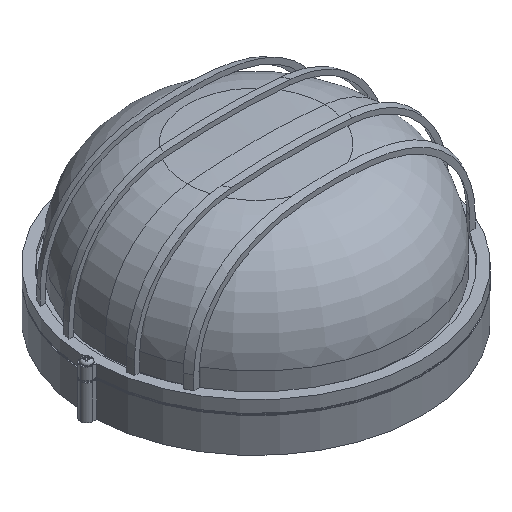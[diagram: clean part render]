
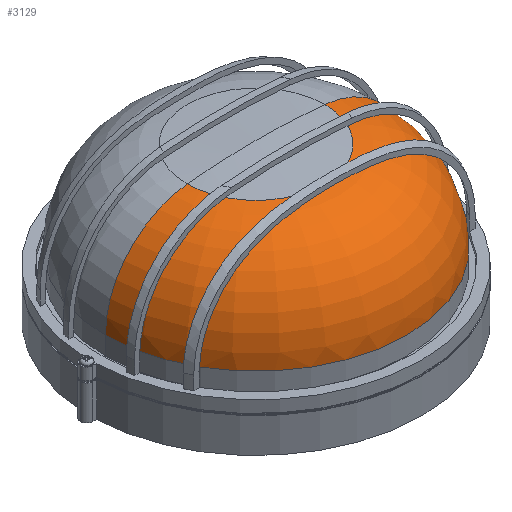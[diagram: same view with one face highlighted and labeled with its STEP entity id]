
A CAD part, isometric view. The second image highlights one B-rep face of the part: STEP entity #3129.
In plain terms, the highlighted toroidal (fillet/blend) face has major radius 43.41 mm and minor radius 65.59 mm.
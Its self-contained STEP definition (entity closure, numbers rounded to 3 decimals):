
#20 = DIRECTION ( 'NONE',  ( -1., 0., 0. ) ) ;
#894 = CARTESIAN_POINT ( 'NONE',  ( -49.773, 0., 110.28 ) ) ;
#1225 = CARTESIAN_POINT ( 'NONE',  ( 0., 0., 45. ) ) ;
#1305 = CARTESIAN_POINT ( 'NONE',  ( 0., 0., 45. ) ) ;
#1328 = ORIENTED_EDGE ( 'NONE', *, *, #4928, .F. ) ;
#1421 = AXIS2_PLACEMENT_3D ( 'NONE', #4533, #1803, #5006 ) ;
#1521 = CIRCLE ( 'NONE', #3676, 65.59 ) ;
#1723 = VERTEX_POINT ( 'NONE', #2170 ) ;
#1753 = DIRECTION ( 'NONE',  ( -1., 0., 0. ) ) ;
#1768 = FACE_OUTER_BOUND ( 'NONE', #5139, .T. ) ;
#1803 = DIRECTION ( 'NONE',  ( 0., -1., 0. ) ) ;
#2099 = CIRCLE ( 'NONE', #2458, 49.773 ) ;
#2170 = CARTESIAN_POINT ( 'NONE',  ( -109., 0., 45. ) ) ;
#2458 = AXIS2_PLACEMENT_3D ( 'NONE', #2498, #5681, #2947 ) ;
#2498 = CARTESIAN_POINT ( 'NONE',  ( 0., 0., 110.28 ) ) ;
#2539 = CIRCLE ( 'NONE', #4388, 109. ) ;
#2639 = ORIENTED_EDGE ( 'NONE', *, *, #5110, .T. ) ;
#2781 = DIRECTION ( 'NONE',  ( 0., 1., 0. ) ) ;
#2947 = DIRECTION ( 'NONE',  ( -1., 0., 0. ) ) ;
#2974 = TOROIDAL_SURFACE ( 'NONE', #4704, 43.41, 65.59 ) ;
#3129 = ADVANCED_FACE ( 'NONE', ( #1768 ), #2974, .T. ) ;
#3676 = AXIS2_PLACEMENT_3D ( 'NONE', #5511, #2781, #20 ) ;
#3910 = VERTEX_POINT ( 'NONE', #4888 ) ;
#4388 = AXIS2_PLACEMENT_3D ( 'NONE', #1305, #4483, #1753 ) ;
#4403 = DIRECTION ( 'NONE',  ( 0., 0., -1. ) ) ;
#4483 = DIRECTION ( 'NONE',  ( 0., 0., -1. ) ) ;
#4533 = CARTESIAN_POINT ( 'NONE',  ( -43.41, 0., 45. ) ) ;
#4704 = AXIS2_PLACEMENT_3D ( 'NONE', #1225, #4403, #4882 ) ;
#4747 = EDGE_CURVE ( 'NONE', #3910, #1723, #2539, .T. ) ;
#4882 = DIRECTION ( 'NONE',  ( -1., 0., 0. ) ) ;
#4888 = CARTESIAN_POINT ( 'NONE',  ( 109., 0., 45. ) ) ;
#4889 = ORIENTED_EDGE ( 'NONE', *, *, #5365, .T. ) ;
#4928 = EDGE_CURVE ( 'NONE', #5638, #3910, #1521, .T. ) ;
#4933 = ORIENTED_EDGE ( 'NONE', *, *, #4747, .F. ) ;
#5006 = DIRECTION ( 'NONE',  ( 0., 0., -1. ) ) ;
#5110 = EDGE_CURVE ( 'NONE', #5138, #1723, #5952, .T. ) ;
#5138 = VERTEX_POINT ( 'NONE', #894 ) ;
#5139 = EDGE_LOOP ( 'NONE', ( #1328, #4889, #2639, #4933 ) ) ;
#5365 = EDGE_CURVE ( 'NONE', #5638, #5138, #2099, .T. ) ;
#5511 = CARTESIAN_POINT ( 'NONE',  ( 43.41, 0., 45. ) ) ;
#5638 = VERTEX_POINT ( 'NONE', #5901 ) ;
#5681 = DIRECTION ( 'NONE',  ( 0., 0., -1. ) ) ;
#5901 = CARTESIAN_POINT ( 'NONE',  ( 49.773, 0., 110.28 ) ) ;
#5952 = CIRCLE ( 'NONE', #1421, 65.59 ) ;
